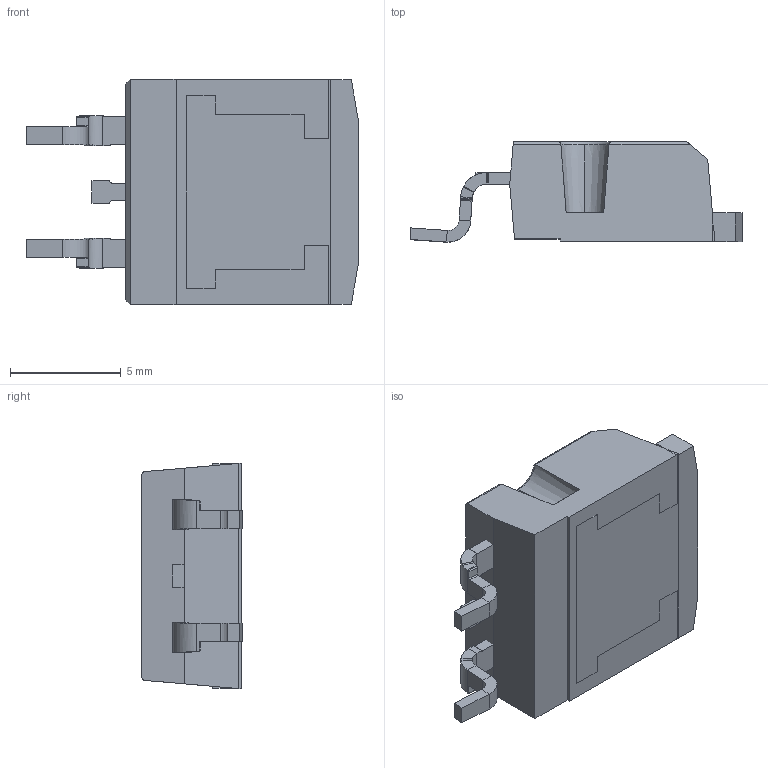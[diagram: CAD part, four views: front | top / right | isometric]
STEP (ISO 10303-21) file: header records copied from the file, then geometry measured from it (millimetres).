
FILE_DESCRIPTION (( 'STEP AP214' ), '1' );
FILE_NAME ('1305C256-1FD6-4553-BD12-83AB7D7587E7.STEP', '2023-01-01T22:36:28', ( '' ), ( '' ), 'SwSTEP 2.0', 'SolidWorks 2022', '' );
FILE_SCHEMA (( 'AUTOMOTIVE_DESIGN' ));
Length unit declared in the file: millimetre
Products named in the file (1): 1305C256-1FD6-4553-BD12-83AB7D7587E7
Bounding box: 15.01 x 4.53 x 10.2 mm (x, y, z)
Volume: 467.1 mm3; surface area: 589.8 mm2
Topology: 5 solids, 5 shells, 161 faces, 387 edges, 238 vertices
Faces by surface type: plane 110, cylinder 38, bspline 6, cone 4, torus 3
Entity records: 6593 total; most frequent: CARTESIAN_POINT 1051, ORIENTED_EDGE 774, DIRECTION 746, EDGE_CURVE 387, LINE 268, VECTOR 268, AXIS2_PLACEMENT_3D 239, VERTEX_POINT 238
